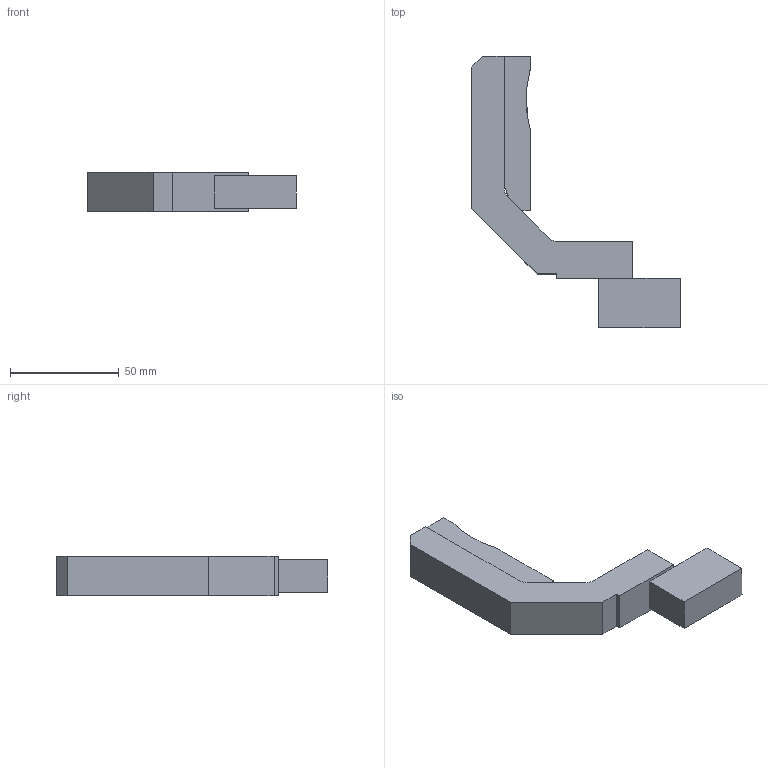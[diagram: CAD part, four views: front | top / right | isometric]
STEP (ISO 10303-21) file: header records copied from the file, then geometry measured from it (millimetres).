
FILE_DESCRIPTION(('FreeCAD Model'),'2;1');
FILE_NAME('ax.step','2020-07-23T13:55:09' ,('Author'),(''),'Open CASCADE STEP processor 6.9','PQ 3D','Unknown');
FILE_SCHEMA(('AUTOMOTIVE_DESIGN { 1 0 10303 214 1 1 1 1 }'));
Length unit declared in the file: millimetre
Products named in the file (6): 夹爪; BASE; NAUO199; J1; NAUO201; NAUO200
Assembly tree (5 placements, depth 3):
  夹爪
    BASE
      NAUO199
    J1
      NAUO201
      NAUO200
Bounding box: 95.85 x 124.69 x 18 mm (x, y, z)
Volume: 64981.1 mm3; surface area: 18062 mm2
Topology: 3 solids, 3 shells, 34 faces, 84 edges, 56 vertices
Faces by surface type: plane 29, cylinder 5
Full cylindrical faces by diameter (mm): 5.5 x1, 10 x1
Entity records: 2823 total; most frequent: CARTESIAN_POINT 774, DIRECTION 327, LINE 224, VECTOR 224, ORIENTED_EDGE 168, PCURVE 168, DEFINITIONAL_REPRESENTATION 168, EDGE_CURVE 84
